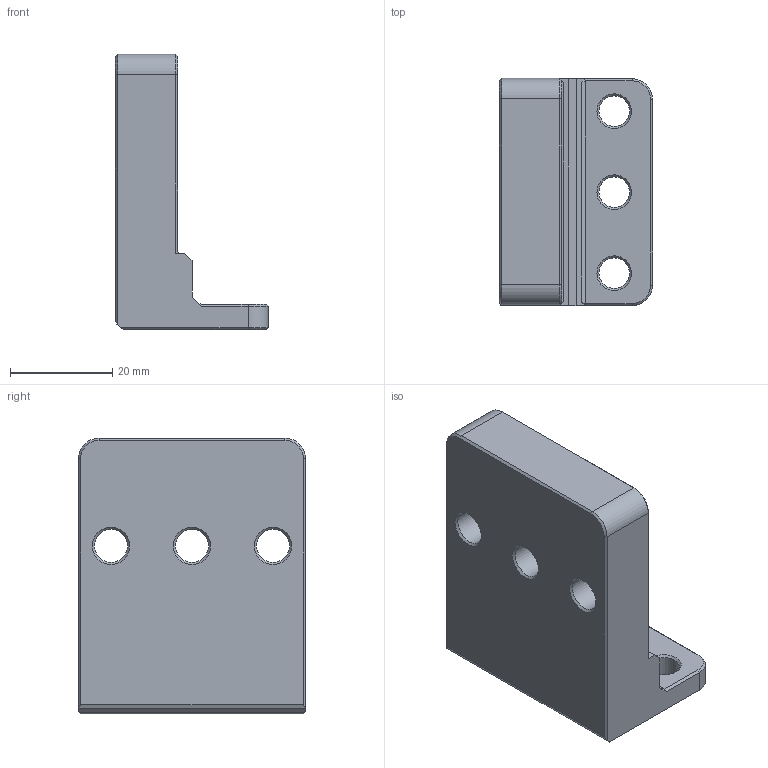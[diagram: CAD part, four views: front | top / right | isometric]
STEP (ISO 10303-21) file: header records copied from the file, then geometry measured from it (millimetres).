
FILE_DESCRIPTION(/* description */ ('','CAx-IF Rec.Pracs.---Representation and Presentation of Product Manufacturing Information (PMI)---4.0---2014-10-13'),/* implementation_level */ '2;1');
FILE_NAME(/* name */ 'deskpi extension v1.step',/* time_stamp */ '2025-01-22T01:46:56-05:00',/* author */ (''),/* organization */ (''),/* preprocessor_version */ 'ST-DEVELOPER v20',/* originating_system */ 'Autodesk Translation Framework v13.20.0.188',/* authorisation */ '');
FILE_SCHEMA (('AP242_MANAGED_MODEL_BASED_3D_ENGINEERING_MIM_LF { 1 0 10303 442 1 1 4 }'));
Length unit declared in the file: millimetre
Products named in the file (1): deskpi extension
Bounding box: 30 x 44.45 x 54 mm (x, y, z)
Volume: 32630.9 mm3; surface area: 9310.4 mm2
Topology: 1 solids, 1 shells, 59 faces, 143 edges, 86 vertices
Faces by surface type: plane 29, cone 20, cylinder 10
Full cylindrical faces by diameter (mm): 6 x3, 6.5 x3
Entity records: 1750 total; most frequent: DIRECTION 303, CARTESIAN_POINT 289, ORIENTED_EDGE 286, EDGE_CURVE 143, LINE 103, VECTOR 103, AXIS2_PLACEMENT_3D 100, VERTEX_POINT 86
